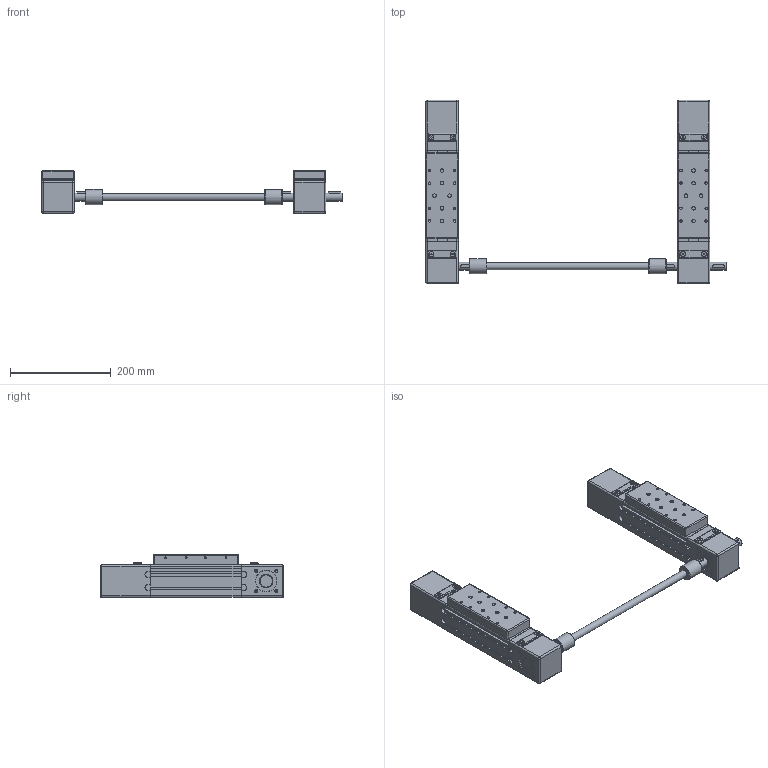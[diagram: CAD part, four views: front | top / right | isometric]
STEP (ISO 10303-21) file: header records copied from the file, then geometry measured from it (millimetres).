
FILE_DESCRIPTION((''),'2;1');
FILE_NAME('MTJ 65 S DOUBLE OSL 14 1R ASM.stp','2011-05-23T10:47:30',('Matej'),(''),'Autodesk Inventor 2011','Autodesk Inventor 2011','');
FILE_SCHEMA(('AUTOMOTIVE_DESIGN { 1 0 10303 214 1 1 1 1 }'));
Length unit declared in the file: millimetre
Products named in the file (11): MTJ 65 S DOUBLE OSL 14 1R ASM; MTJ 65 S DOUBLE OSL 14 1R; MTJ MRJ 65 S TIP 1R; PROFIL MTJ IN MRJ 65 S; VOZIČEK MTJ IN MRJ 65 S; NAPENJALNI DEL MTJ IN MRJ 65; POGONSKI DEL MTJ IN MRJ 65 TIP 1R; MTJ MRJ 65 S TIP 2; POGONSKI DEL MTJ IN MRJ 65 TIP 2; SKLOPKA OSL 14; ROR OSL 14
Assembly tree (14 placements, depth 4):
  MTJ 65 S DOUBLE OSL 14 1R ASM
    MTJ 65 S DOUBLE OSL 14 1R
      MTJ MRJ 65 S TIP 1R
        PROFIL MTJ IN MRJ 65 S
        VOZIČEK MTJ IN MRJ 65 S
        NAPENJALNI DEL MTJ IN MRJ 65
        POGONSKI DEL MTJ IN MRJ 65 TIP 1R
      MTJ MRJ 65 S TIP 2
        PROFIL MTJ IN MRJ 65 S
        VOZIČEK MTJ IN MRJ 65 S
        NAPENJALNI DEL MTJ IN MRJ 65
        POGONSKI DEL MTJ IN MRJ 65 TIP 2
      SKLOPKA OSL 14  x2
      ROR OSL 14
Bounding box: 597.5 x 365 x 85 mm (x, y, z)
Volume: 3253946.9 mm3; surface area: 475398.4 mm2
Topology: 11 solids, 21 shells, 1475 faces, 3633 edges, 2240 vertices
Faces by surface type: plane 888, cylinder 421, cone 123, sphere 24, torus 19
Full cylindrical faces by diameter (mm): 1 x2, 3.242 x16, 4.134 x8, 4.917 x32, 5 x4, 5.2 x4, 6 x4, 7 x12, 8 x2, 10 x21, 14 x1, 16 x3, 22 x2, 25 x4, 26 x4, 27.86 x2, 30 x2, 42 x4, 42.9 x4
Entity records: 35863 total; most frequent: DIRECTION 6306, CARTESIAN_POINT 5914, ORIENTED_EDGE 5488, EDGE_CURVE 2744, AXIS2_PLACEMENT_3D 2308, VERTEX_POINT 1808, VECTOR 1690, LINE 1690
